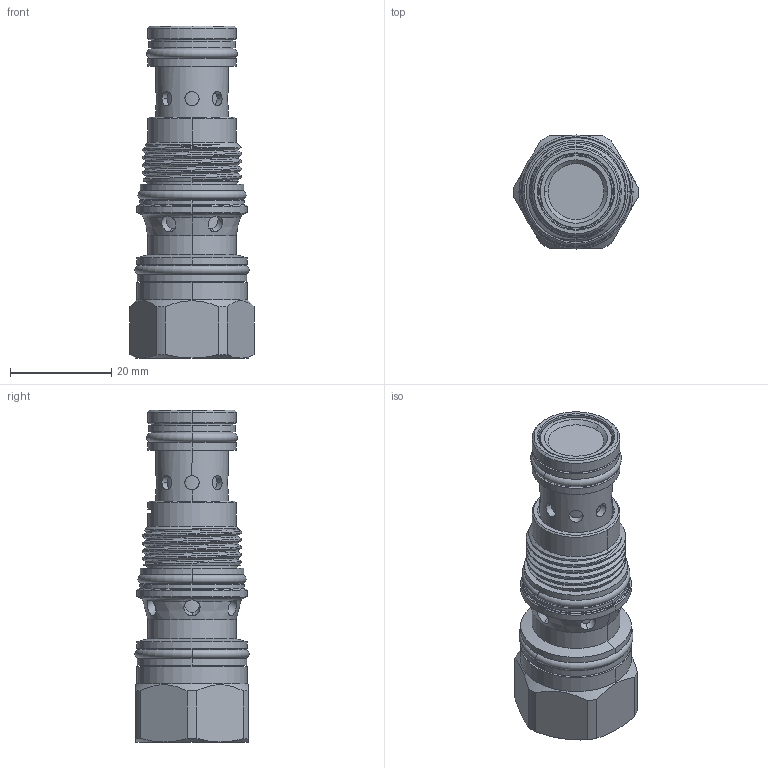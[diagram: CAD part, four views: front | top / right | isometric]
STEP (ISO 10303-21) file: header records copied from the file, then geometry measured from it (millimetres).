
FILE_DESCRIPTION (( 'STEP AP203' ), '1' );
FILE_NAME ('PP11A35-8.STEP', '2024-06-06T03:01:43', ( '' ), ( '' ), 'SwSTEP 2.0', 'SolidWorks 2018', '' );
FILE_SCHEMA (( 'CONFIG_CONTROL_DESIGN' ));
Length unit declared in the file: millimetre
Products named in the file (1): PP11A35-8
Bounding box: 24.59 x 22.56 x 65.6 mm (x, y, z)
Volume: 18717.4 mm3; surface area: 6537.2 mm2
Topology: 1 solids, 1 shells, 227 faces, 537 edges, 334 vertices
Faces by surface type: cylinder 121, cone 47, plane 32, torus 24, bspline 3
Entity records: 9184 total; most frequent: CARTESIAN_POINT 4003, ORIENTED_EDGE 1074, DIRECTION 1068, EDGE_CURVE 537, AXIS2_PLACEMENT_3D 454, VERTEX_POINT 334, EDGE_LOOP 253, CIRCLE 229
